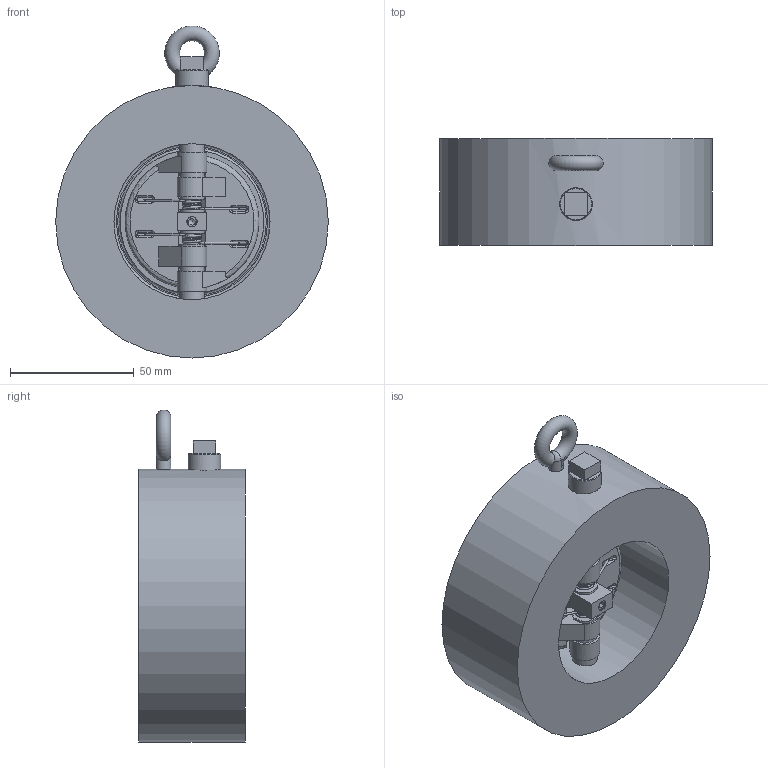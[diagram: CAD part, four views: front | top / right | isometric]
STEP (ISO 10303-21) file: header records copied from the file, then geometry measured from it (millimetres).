
FILE_DESCRIPTION((''),'2;1');
FILE_NAME('98100221.stp','2008-10-13T14:02:43',('hecker'),(''),'Autodesk Inventor 2008','Autodesk Inventor 2008','');
FILE_SCHEMA(('AUTOMOTIVE_DESIGN { 1 0 10303 214 1 1 1 1 }'));
Length unit declared in the file: millimetre
Products named in the file (1): 98100221
Bounding box: 110 x 43 x 133.97 mm (x, y, z)
Volume: 331227.1 mm3; surface area: 49752.5 mm2
Topology: 1 solids, 8 shells, 216 faces, 546 edges, 360 vertices
Faces by surface type: plane 92, cylinder 64, bspline 33, torus 18, cone 8, sphere 1
Full cylindrical faces by diameter (mm): 0.8 x8, 5.2 x3, 5.3 x3, 6 x1, 10 x7, 11 x1, 12 x2, 13.16 x1, 63 x1, 110 x1
Entity records: 11621 total; most frequent: CARTESIAN_POINT 6581, DIRECTION 986, ORIENTED_EDGE 940, EDGE_CURVE 470, AXIS2_PLACEMENT_3D 409, VERTEX_POINT 328, EDGE_LOOP 298, FACE_OUTER_BOUND 216
